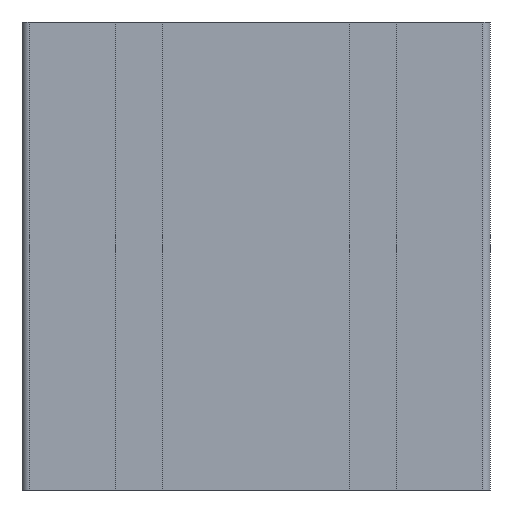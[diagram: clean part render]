
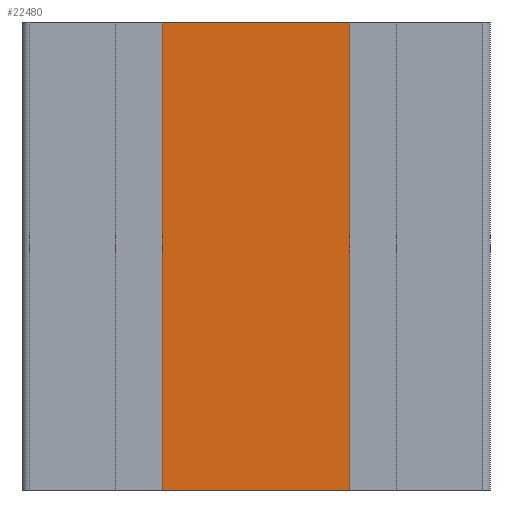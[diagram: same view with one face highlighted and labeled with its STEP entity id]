
A CAD part, front view. The second image highlights one B-rep face of the part: STEP entity #22480.
In plain terms, the highlighted planar face has unit normal (0, -1, 0).
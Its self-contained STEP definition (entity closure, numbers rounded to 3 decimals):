
#780=CARTESIAN_POINT('',(70.,0.,0.));
#790=VERTEX_POINT('',#780);
#5160=CARTESIAN_POINT('',(30.,0.,0.));
#5170=VERTEX_POINT('',#5160);
#5200=CARTESIAN_POINT('',(30.,0.,0.));
#5210=DIRECTION('',(1.,0.,0.));
#5220=VECTOR('',#5210,1.);
#5230=LINE('',#5200,#5220);
#5240=EDGE_CURVE('',#5170,#790,#5230,.T.);
#10440=CARTESIAN_POINT('',(70.,0.,100.));
#10450=VERTEX_POINT('',#10440);
#10480=CARTESIAN_POINT('',(30.,0.,100.));
#10490=DIRECTION('',(1.,0.,0.));
#10500=VECTOR('',#10490,1.);
#10510=LINE('',#10480,#10500);
#10520=CARTESIAN_POINT('',(30.,0.,100.));
#10530=VERTEX_POINT('',#10520);
#10540=EDGE_CURVE('',#10530,#10450,#10510,.T.);
#21270=CARTESIAN_POINT('',(70.,0.,0.));
#21280=DIRECTION('',(0.,0.,1.));
#21290=VECTOR('',#21280,1.);
#21300=LINE('',#21270,#21290);
#21310=EDGE_CURVE('',#790,#10450,#21300,.T.);
#22320=CARTESIAN_POINT('',(50.,0.,0.));
#22330=DIRECTION('',(-0.,-1.,-0.));
#22340=DIRECTION('',(-1.,0.,0.));
#22350=AXIS2_PLACEMENT_3D('',#22320,#22330,#22340);
#22360=PLANE('',#22350);
#22370=ORIENTED_EDGE('',*,*,#21310,.T.);
#22380=ORIENTED_EDGE('',*,*,#5240,.T.);
#22390=CARTESIAN_POINT('',(30.,0.,0.));
#22400=DIRECTION('',(0.,0.,1.));
#22410=VECTOR('',#22400,1.);
#22420=LINE('',#22390,#22410);
#22430=EDGE_CURVE('',#5170,#10530,#22420,.T.);
#22440=ORIENTED_EDGE('',*,*,#22430,.F.);
#22450=ORIENTED_EDGE('',*,*,#10540,.F.);
#22460=EDGE_LOOP('',(#22450,#22440,#22380,#22370));
#22470=FACE_OUTER_BOUND('',#22460,.T.);
#22480=ADVANCED_FACE('',(#22470),#22360,.T.);
